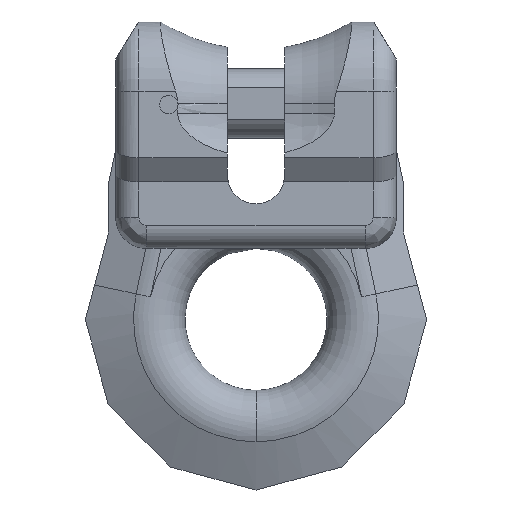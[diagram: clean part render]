
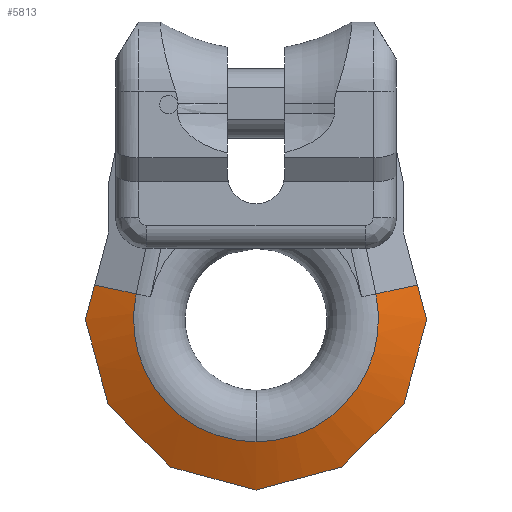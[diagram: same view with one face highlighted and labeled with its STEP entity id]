
A CAD part, front view. The second image highlights one B-rep face of the part: STEP entity #5813.
In plain terms, the highlighted conical face has half-angle 66.638 degrees and reference radius 47.573 mm.
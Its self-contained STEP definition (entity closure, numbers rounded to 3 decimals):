
#31=CARTESIAN_POINT('',(0.,-11.016,23.));
#32=DIRECTION('',(0.,-1.,0.));
#33=DIRECTION('',(0.,0.,-1.));
#34=AXIS2_PLACEMENT_3D('',#31,#32,#33);
#149=DIRECTION('',(-0.898,-0.397,-0.191));
#150=VECTOR('',#149,15.049);
#151=CARTESIAN_POINT('',(52.403,-5.049,34.139));
#152=LINE('',#151,#150);
#249=CARTESIAN_POINT('',(0.,-4.265,-32.387));
#250=CARTESIAN_POINT('',(-1.845,-4.479,
-31.893));
#251=CARTESIAN_POINT('',(-5.535,-4.826,
-30.904));
#252=CARTESIAN_POINT('',(-11.072,-5.092,
-29.421));
#253=CARTESIAN_POINT('',(-16.622,-5.092,
-27.933));
#254=CARTESIAN_POINT('',(-22.159,-4.826,
-26.45));
#255=CARTESIAN_POINT('',(-25.849,-4.479,
-25.461));
#256=CARTESIAN_POINT('',(-27.694,-4.265,
-24.967));
#258=CARTESIAN_POINT('',(-27.694,-4.265,
-24.967));
#259=CARTESIAN_POINT('',(-29.044,-4.479,
-23.616));
#260=CARTESIAN_POINT('',(-31.746,-4.826,
-20.915));
#261=CARTESIAN_POINT('',(-35.799,-5.092,
-16.862));
#262=CARTESIAN_POINT('',(-39.862,-5.092,
-12.799));
#263=CARTESIAN_POINT('',(-43.915,-4.826,
-8.746));
#264=CARTESIAN_POINT('',(-46.616,-4.479,
-6.044));
#265=CARTESIAN_POINT('',(-47.967,-4.265,
-4.694));
#267=CARTESIAN_POINT('',(-47.967,-4.265,
-4.694));
#268=CARTESIAN_POINT('',(-48.461,-4.479,
-2.849));
#269=CARTESIAN_POINT('',(-49.45,-4.826,
0.842));
#270=CARTESIAN_POINT('',(-50.934,-5.092,6.378));
#271=CARTESIAN_POINT('',(-52.421,-5.092,11.928));
#272=CARTESIAN_POINT('',(-53.904,-4.826,17.465));
#273=CARTESIAN_POINT('',(-54.893,-4.479,21.155));
#274=CARTESIAN_POINT('',(-55.387,-4.265,23.));
#276=CARTESIAN_POINT('',(-55.387,-4.265,23.));
#277=CARTESIAN_POINT('',(-55.056,-4.409,24.236));
#278=CARTESIAN_POINT('',(-54.393,-4.659,26.71));
#279=CARTESIAN_POINT('',(-53.399,-4.922,30.42));
#280=CARTESIAN_POINT('',(-52.735,-5.02,32.898));
#281=CARTESIAN_POINT('',(-52.403,-5.049,34.139));
#283=CARTESIAN_POINT('',(52.403,-5.049,34.139));
#284=CARTESIAN_POINT('',(52.735,-5.02,32.898));
#285=CARTESIAN_POINT('',(53.4,-4.922,30.418));
#286=CARTESIAN_POINT('',(54.394,-4.659,26.707));
#287=CARTESIAN_POINT('',(55.056,-4.408,24.235));
#288=CARTESIAN_POINT('',(55.387,-4.265,23.));
#290=CARTESIAN_POINT('',(55.387,-4.265,23.));
#291=CARTESIAN_POINT('',(54.893,-4.479,21.155));
#292=CARTESIAN_POINT('',(53.904,-4.826,17.465));
#293=CARTESIAN_POINT('',(52.421,-5.092,11.928));
#294=CARTESIAN_POINT('',(50.933,-5.092,6.378));
#295=CARTESIAN_POINT('',(49.45,-4.826,0.841));
#296=CARTESIAN_POINT('',(48.461,-4.479,-2.849));
#297=CARTESIAN_POINT('',(47.967,-4.265,-4.694));
#299=CARTESIAN_POINT('',(47.967,-4.265,-4.694));
#300=CARTESIAN_POINT('',(46.616,-4.479,-6.044));
#301=CARTESIAN_POINT('',(43.915,-4.826,-8.746));
#302=CARTESIAN_POINT('',(39.862,-5.092,-12.799));
#303=CARTESIAN_POINT('',(35.799,-5.092,-16.862));
#304=CARTESIAN_POINT('',(31.746,-4.826,-20.915));
#305=CARTESIAN_POINT('',(29.044,-4.479,-23.616));
#306=CARTESIAN_POINT('',(27.694,-4.265,-24.967));
#308=CARTESIAN_POINT('',(27.694,-4.265,-24.967));
#309=CARTESIAN_POINT('',(25.849,-4.479,-25.461));
#310=CARTESIAN_POINT('',(22.158,-4.826,-26.45));
#311=CARTESIAN_POINT('',(16.622,-5.092,-27.934));
#312=CARTESIAN_POINT('',(11.072,-5.092,-29.421));
#313=CARTESIAN_POINT('',(5.535,-4.826,-30.904));
#314=CARTESIAN_POINT('',(1.845,-4.479,-31.893));
#315=CARTESIAN_POINT('',(0.,-4.265,-32.387));
#1533=CARTESIAN_POINT('',(0.,-11.016,23.));
#1534=DIRECTION('',(0.,1.,0.));
#1535=DIRECTION('',(0.,0.,-1.));
#1536=AXIS2_PLACEMENT_3D('',#1533,#1534,#1535);
#1619=DIRECTION('',(0.898,-0.397,-0.191));
#1620=VECTOR('',#1619,15.049);
#1621=CARTESIAN_POINT('',(-52.403,-5.049,
34.139));
#1622=LINE('',#1621,#1620);
#4337=CARTESIAN_POINT('',(-38.89,-11.016,
31.266));
#4339=VERTEX_POINT('',#4337);
#4341=CARTESIAN_POINT('',(0.,-11.016,-16.758));
#4342=VERTEX_POINT('',#4341);
#4343=CARTESIAN_POINT('',(38.89,-11.016,31.266));
#4345=VERTEX_POINT('',#4343);
#4565=VERTEX_POINT('',#249);
#4566=VERTEX_POINT('',#256);
#4567=VERTEX_POINT('',#265);
#4568=VERTEX_POINT('',#274);
#4569=VERTEX_POINT('',#281);
#4570=VERTEX_POINT('',#283);
#4571=VERTEX_POINT('',#288);
#4572=VERTEX_POINT('',#297);
#4573=VERTEX_POINT('',#306);
#5789=CARTESIAN_POINT('',(0.,-7.641,23.));
#5790=DIRECTION('',(0.,1.,0.));
#5791=DIRECTION('',(0.,0.,1.));
#5792=AXIS2_PLACEMENT_3D('',#5789,#5790,#5791);
#5793=CONICAL_SURFACE('',#5792,47.573,66.638);
#5794=ORIENTED_EDGE('',*,*,#5743,.T.);
#5796=ORIENTED_EDGE('',*,*,#5795,.T.);
#5798=ORIENTED_EDGE('',*,*,#5797,.T.);
#5800=ORIENTED_EDGE('',*,*,#5799,.T.);
#5802=ORIENTED_EDGE('',*,*,#5801,.T.);
#5804=ORIENTED_EDGE('',*,*,#5803,.F.);
#5805=ORIENTED_EDGE('',*,*,#5519,.T.);
#5806=ORIENTED_EDGE('',*,*,#5673,.F.);
#5807=ORIENTED_EDGE('',*,*,#5698,.T.);
#5808=ORIENTED_EDGE('',*,*,#5784,.T.);
#5809=ORIENTED_EDGE('',*,*,#5771,.T.);
#5810=ORIENTED_EDGE('',*,*,#5757,.T.);
#5811=EDGE_LOOP('',(#5794,#5796,#5798,#5800,#5802,#5804,#5805,#5806,#5807,#5808,
#5809,#5810));
#5812=FACE_OUTER_BOUND('',#5811,.F.);
#5813=ADVANCED_FACE('',(#5812),#5793,.T.);
#35=CIRCLE('',#34,39.758);
#257=B_SPLINE_CURVE_WITH_KNOTS('',3,(#249,#250,#251,#252,#253,#254,#255,#256),
.UNSPECIFIED.,.F.,.F.,(4,1,1,1,1,4),(0.,0.2,0.4,0.6,0.8,1.),
.UNSPECIFIED.);
#266=B_SPLINE_CURVE_WITH_KNOTS('',3,(#258,#259,#260,#261,#262,#263,#264,#265),
.UNSPECIFIED.,.F.,.F.,(4,1,1,1,1,4),(0.,0.2,0.4,0.6,0.8,1.),
.UNSPECIFIED.);
#275=B_SPLINE_CURVE_WITH_KNOTS('',3,(#267,#268,#269,#270,#271,#272,#273,#274),
.UNSPECIFIED.,.F.,.F.,(4,1,1,1,1,4),(0.,0.2,0.4,0.6,0.8,1.),
.UNSPECIFIED.);
#282=B_SPLINE_CURVE_WITH_KNOTS('',3,(#276,#277,#278,#279,#280,#281),
.UNSPECIFIED.,.F.,.F.,(4,1,1,4),(0.,0.333,0.667,1.),
.UNSPECIFIED.);
#289=B_SPLINE_CURVE_WITH_KNOTS('',3,(#283,#284,#285,#286,#287,#288),
.UNSPECIFIED.,.F.,.F.,(4,1,1,4),(0.,0.333,0.667,1.),
.UNSPECIFIED.);
#298=B_SPLINE_CURVE_WITH_KNOTS('',3,(#290,#291,#292,#293,#294,#295,#296,#297),
.UNSPECIFIED.,.F.,.F.,(4,1,1,1,1,4),(0.,0.2,0.4,0.6,0.8,1.),
.UNSPECIFIED.);
#307=B_SPLINE_CURVE_WITH_KNOTS('',3,(#299,#300,#301,#302,#303,#304,#305,#306),
.UNSPECIFIED.,.F.,.F.,(4,1,1,1,1,4),(0.,0.2,0.4,0.6,0.8,1.),
.UNSPECIFIED.);
#316=B_SPLINE_CURVE_WITH_KNOTS('',3,(#308,#309,#310,#311,#312,#313,#314,#315),
.UNSPECIFIED.,.F.,.F.,(4,1,1,1,1,4),(0.,0.2,0.4,0.6,0.8,1.),
.UNSPECIFIED.);
#1537=CIRCLE('',#1536,39.758);
#5519=EDGE_CURVE('',#4342,#4345,#35,.T.);
#5673=EDGE_CURVE('',#4570,#4345,#152,.T.);
#5698=EDGE_CURVE('',#4570,#4571,#289,.T.);
#5743=EDGE_CURVE('',#4565,#4566,#257,.T.);
#5757=EDGE_CURVE('',#4573,#4565,#316,.T.);
#5771=EDGE_CURVE('',#4572,#4573,#307,.T.);
#5784=EDGE_CURVE('',#4571,#4572,#298,.T.);
#5795=EDGE_CURVE('',#4566,#4567,#266,.T.);
#5797=EDGE_CURVE('',#4567,#4568,#275,.T.);
#5799=EDGE_CURVE('',#4568,#4569,#282,.T.);
#5801=EDGE_CURVE('',#4569,#4339,#1622,.T.);
#5803=EDGE_CURVE('',#4342,#4339,#1537,.T.);
